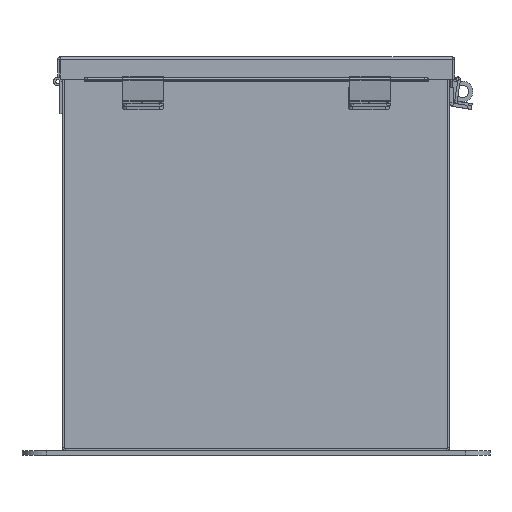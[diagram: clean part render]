
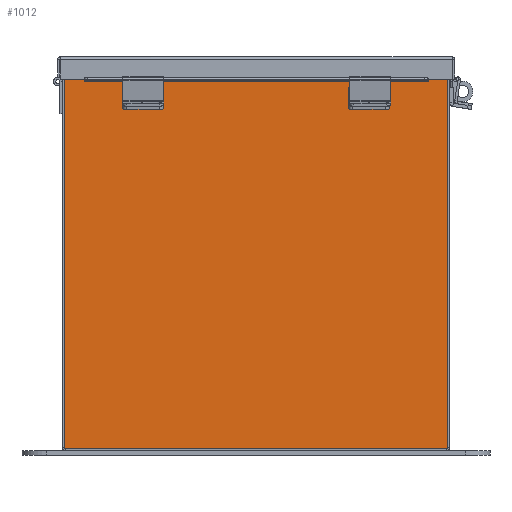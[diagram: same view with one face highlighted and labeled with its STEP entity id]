
A CAD part, front view. The second image highlights one B-rep face of the part: STEP entity #1012.
In plain terms, the highlighted face is planar.
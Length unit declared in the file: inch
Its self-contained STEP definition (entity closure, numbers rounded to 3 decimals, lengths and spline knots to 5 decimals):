
#379 = LINE ( 'NONE', #14933, #15110 ) ;
#399 = LINE ( 'NONE', #3543, #3891 ) ;
#609 = DIRECTION ( 'NONE',  ( 0., 0., 1. ) ) ;
#806 = ORIENTED_EDGE ( 'NONE', *, *, #8563, .T. ) ;
#834 = DIRECTION ( 'NONE',  ( 0., -1., 0. ) ) ;
#967 = VECTOR ( 'NONE', #7082, 39.37008 ) ;
#984 = PLANE ( 'NONE',  #11533 ) ;
#1012 = ADVANCED_FACE ( 'NONE', ( #15708 ), #984, .F. ) ;
#1089 = EDGE_CURVE ( 'NONE', #7172, #6497, #18274, .T. ) ;
#1217 = LINE ( 'NONE', #11662, #15946 ) ;
#1512 = VERTEX_POINT ( 'NONE', #15062 ) ;
#1738 = DIRECTION ( 'NONE',  ( 0., 1., 0. ) ) ;
#1897 = DIRECTION ( 'NONE',  ( 1., 0., 0. ) ) ;
#2138 = ORIENTED_EDGE ( 'NONE', *, *, #18626, .T. ) ;
#2710 = VECTOR ( 'NONE', #15639, 39.37008 ) ;
#2717 = CARTESIAN_POINT ( 'NONE',  ( -5.60098, 0., 5.87495 ) ) ;
#2948 = EDGE_CURVE ( 'NONE', #9960, #13920, #16783, .T. ) ;
#3160 = CARTESIAN_POINT ( 'NONE',  ( -5.61965, 0., 5.9253 ) ) ;
#3255 = CARTESIAN_POINT ( 'NONE',  ( -5.9253, 0., -5.9253 ) ) ;
#3543 = CARTESIAN_POINT ( 'NONE',  ( -5.9253, 0., 5.9253 ) ) ;
#3641 = CARTESIAN_POINT ( 'NONE',  ( -5.61965, 0., 5.87495 ) ) ;
#3891 = VECTOR ( 'NONE', #609, 39.37008 ) ;
#4483 = DIRECTION ( 'NONE',  ( 1., 0., 0. ) ) ;
#4896 = LINE ( 'NONE', #9157, #967 ) ;
#5261 = EDGE_CURVE ( 'NONE', #13281, #13810, #18985, .T. ) ;
#5424 = ORIENTED_EDGE ( 'NONE', *, *, #6162, .F. ) ;
#6144 = LINE ( 'NONE', #14042, #2710 ) ;
#6162 = EDGE_CURVE ( 'NONE', #14767, #7172, #1217, .T. ) ;
#6331 = CARTESIAN_POINT ( 'NONE',  ( -5.5823, 0., 0. ) ) ;
#6401 = ORIENTED_EDGE ( 'NONE', *, *, #2948, .T. ) ;
#6445 = EDGE_CURVE ( 'NONE', #1512, #9259, #4896, .T. ) ;
#6446 = LINE ( 'NONE', #15612, #13317 ) ;
#6497 = VERTEX_POINT ( 'NONE', #11422 ) ;
#6520 = CARTESIAN_POINT ( 'NONE',  ( 5.61965, 0., 5.87495 ) ) ;
#6549 = DIRECTION ( 'NONE',  ( 0., 0., -1. ) ) ;
#6575 = CARTESIAN_POINT ( 'NONE',  ( -5.5823, 0., 5.9123 ) ) ;
#7082 = DIRECTION ( 'NONE',  ( 0., 0., -1. ) ) ;
#7172 = VERTEX_POINT ( 'NONE', #6520 ) ;
#7234 = ORIENTED_EDGE ( 'NONE', *, *, #11642, .F. ) ;
#7484 = VECTOR ( 'NONE', #6549, 39.37008 ) ;
#8372 = ORIENTED_EDGE ( 'NONE', *, *, #19083, .T. ) ;
#8424 = ORIENTED_EDGE ( 'NONE', *, *, #5261, .F. ) ;
#8502 = CARTESIAN_POINT ( 'NONE',  ( 5.5823, 0., 5.9123 ) ) ;
#8563 = EDGE_CURVE ( 'NONE', #9259, #11551, #13575, .T. ) ;
#8709 = DIRECTION ( 'NONE',  ( 0., 0., -1. ) ) ;
#8770 = VERTEX_POINT ( 'NONE', #13207 ) ;
#8866 = CARTESIAN_POINT ( 'NONE',  ( 5.9253, 0., -5.9253 ) ) ;
#9157 = CARTESIAN_POINT ( 'NONE',  ( 5.9253, 0., 5.9253 ) ) ;
#9259 = VERTEX_POINT ( 'NONE', #8866 ) ;
#9644 = DIRECTION ( 'NONE',  ( 0., 0., -1. ) ) ;
#9960 = VERTEX_POINT ( 'NONE', #6575 ) ;
#10347 = ORIENTED_EDGE ( 'NONE', *, *, #12631, .F. ) ;
#10713 = DIRECTION ( 'NONE',  ( 1., 0., 0. ) ) ;
#10933 = ORIENTED_EDGE ( 'NONE', *, *, #1089, .F. ) ;
#11000 = DIRECTION ( 'NONE',  ( 0., 1., 0. ) ) ;
#11355 = ORIENTED_EDGE ( 'NONE', *, *, #6445, .T. ) ;
#11422 = CARTESIAN_POINT ( 'NONE',  ( 5.5823, 0., 5.87495 ) ) ;
#11533 = AXIS2_PLACEMENT_3D ( 'NONE', #17891, #834, #8709 ) ;
#11551 = VERTEX_POINT ( 'NONE', #13512 ) ;
#11642 = EDGE_CURVE ( 'NONE', #6497, #13920, #6144, .T. ) ;
#11662 = CARTESIAN_POINT ( 'NONE',  ( 5.61965, 0., 0. ) ) ;
#12269 = CARTESIAN_POINT ( 'NONE',  ( -5.9253, 0., 5.9253 ) ) ;
#12325 = ORIENTED_EDGE ( 'NONE', *, *, #13871, .F. ) ;
#12358 = VECTOR ( 'NONE', #10713, 39.37008 ) ;
#12623 = EDGE_LOOP ( 'NONE', ( #8424, #12325, #10347, #6401, #7234, #10933, #5424, #8372, #11355, #806, #2138, #15336 ) ) ;
#12631 = EDGE_CURVE ( 'NONE', #9960, #8770, #17849, .T. ) ;
#12737 = DIRECTION ( 'NONE',  ( -1., 0., 0. ) ) ;
#13207 = CARTESIAN_POINT ( 'NONE',  ( -5.5823, 0., 5.87495 ) ) ;
#13281 = VERTEX_POINT ( 'NONE', #3641 ) ;
#13317 = VECTOR ( 'NONE', #4483, 39.37008 ) ;
#13443 = CARTESIAN_POINT ( 'NONE',  ( 5.60097, 0., 5.87495 ) ) ;
#13512 = CARTESIAN_POINT ( 'NONE',  ( -5.9253, 0., -5.9253 ) ) ;
#13575 = LINE ( 'NONE', #3255, #14036 ) ;
#13668 = DIRECTION ( 'NONE',  ( 0., 0., 1. ) ) ;
#13810 = VERTEX_POINT ( 'NONE', #3160 ) ;
#13871 = EDGE_CURVE ( 'NONE', #8770, #13281, #18956, .T. ) ;
#13920 = VERTEX_POINT ( 'NONE', #8502 ) ;
#14036 = VECTOR ( 'NONE', #12737, 39.37008 ) ;
#14042 = CARTESIAN_POINT ( 'NONE',  ( 5.5823, 0., 0. ) ) ;
#14767 = VERTEX_POINT ( 'NONE', #17452 ) ;
#14933 = CARTESIAN_POINT ( 'NONE',  ( -5.9253, 0., 5.9253 ) ) ;
#14942 = AXIS2_PLACEMENT_3D ( 'NONE', #2717, #11000, #15880 ) ;
#15062 = CARTESIAN_POINT ( 'NONE',  ( 5.9253, 0., 5.9253 ) ) ;
#15110 = VECTOR ( 'NONE', #1897, 39.37008 ) ;
#15336 = ORIENTED_EDGE ( 'NONE', *, *, #18291, .T. ) ;
#15612 = CARTESIAN_POINT ( 'NONE',  ( -5.9253, 0., 5.9253 ) ) ;
#15639 = DIRECTION ( 'NONE',  ( 0., 0., 1. ) ) ;
#15708 = FACE_OUTER_BOUND ( 'NONE', #12623, .T. ) ;
#15725 = CARTESIAN_POINT ( 'NONE',  ( -5.5823, 0., 5.9123 ) ) ;
#15880 = DIRECTION ( 'NONE',  ( 0., 0., -1. ) ) ;
#15946 = VECTOR ( 'NONE', #17694, 39.37008 ) ;
#16218 = CARTESIAN_POINT ( 'NONE',  ( -5.61965, 0., 0. ) ) ;
#16531 = AXIS2_PLACEMENT_3D ( 'NONE', #13443, #1738, #9644 ) ;
#16632 = VERTEX_POINT ( 'NONE', #12269 ) ;
#16783 = LINE ( 'NONE', #15725, #12358 ) ;
#17452 = CARTESIAN_POINT ( 'NONE',  ( 5.61965, 0., 5.9253 ) ) ;
#17694 = DIRECTION ( 'NONE',  ( 0., 0., -1. ) ) ;
#17849 = LINE ( 'NONE', #6331, #7484 ) ;
#17891 = CARTESIAN_POINT ( 'NONE',  ( 0., 0., 0. ) ) ;
#18274 = CIRCLE ( 'NONE', #16531, 0.01867 ) ;
#18291 = EDGE_CURVE ( 'NONE', #16632, #13810, #6446, .T. ) ;
#18520 = VECTOR ( 'NONE', #13668, 39.37008 ) ;
#18626 = EDGE_CURVE ( 'NONE', #11551, #16632, #399, .T. ) ;
#18956 = CIRCLE ( 'NONE', #14942, 0.01867 ) ;
#18985 = LINE ( 'NONE', #16218, #18520 ) ;
#19083 = EDGE_CURVE ( 'NONE', #14767, #1512, #379, .T. ) ;
